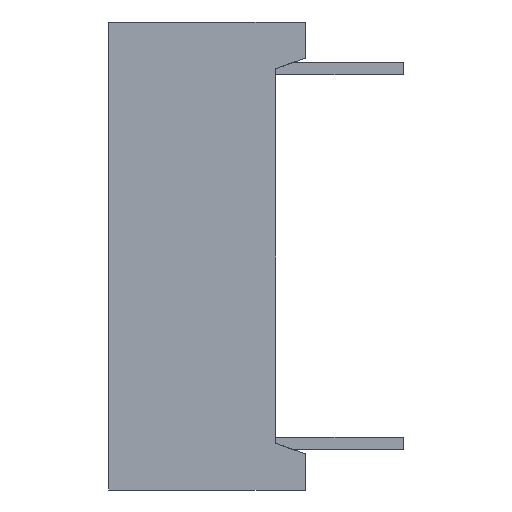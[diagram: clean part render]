
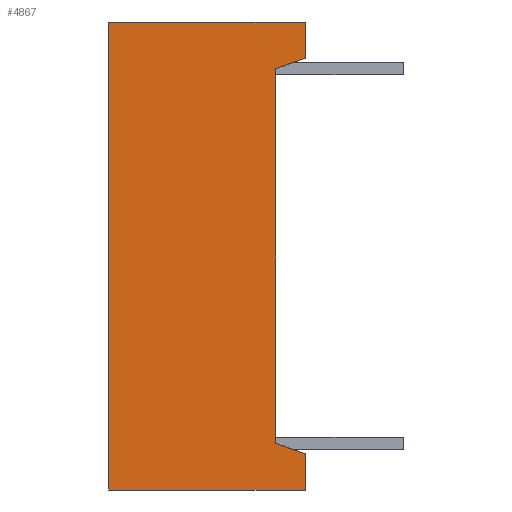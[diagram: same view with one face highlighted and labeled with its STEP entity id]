
A CAD part, left-side view. The second image highlights one B-rep face of the part: STEP entity #4867.
In plain terms, the highlighted planar face has unit normal (-1, 0, 0).
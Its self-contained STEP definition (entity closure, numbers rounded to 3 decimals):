
#682 = VERTEX_POINT ( 'NONE', #3195 ) ;
#684 = VERTEX_POINT ( 'NONE', #3198 ) ;
#733 = VERTEX_POINT ( 'NONE', #3274 ) ;
#738 = VERTEX_POINT ( 'NONE', #3281 ) ;
#739 = VERTEX_POINT ( 'NONE', #3284 ) ;
#740 = VERTEX_POINT ( 'NONE', #3285 ) ;
#832 = ORIENTED_EDGE ( 'NONE', *, *, #1239, .F. ) ;
#834 = ORIENTED_EDGE ( 'NONE', *, *, #4614, .F. ) ;
#835 = ORIENTED_EDGE ( 'NONE', *, *, #1257, .F. ) ;
#836 = ORIENTED_EDGE ( 'NONE', *, *, #1249, .F. ) ;
#837 = ORIENTED_EDGE ( 'NONE', *, *, #1258, .T. ) ;
#838 = ORIENTED_EDGE ( 'NONE', *, *, #4651, .T. ) ;
#839 = ORIENTED_EDGE ( 'NONE', *, *, #1259, .F. ) ;
#841 = ORIENTED_EDGE ( 'NONE', *, *, #1246, .F. ) ;
#1239 = EDGE_CURVE ( 'NONE', #4238, #733, #16291, .T. ) ;
#1246 = EDGE_CURVE ( 'NONE', #733, #738, #16312, .T. ) ;
#1249 = EDGE_CURVE ( 'NONE', #739, #740, #16321, .T. ) ;
#1257 = EDGE_CURVE ( 'NONE', #740, #4237, #16345, .T. ) ;
#1258 = EDGE_CURVE ( 'NONE', #739, #682, #16348, .T. ) ;
#1259 = EDGE_CURVE ( 'NONE', #738, #684, #16351, .T. ) ;
#3195 = CARTESIAN_POINT ( 'NONE',  ( -12.5, 0., 9.525 ) ) ;
#3198 = CARTESIAN_POINT ( 'NONE',  ( -12.5, 0., -9.525 ) ) ;
#3274 = CARTESIAN_POINT ( 'NONE',  ( -12.5, -8., -8.057 ) ) ;
#3281 = CARTESIAN_POINT ( 'NONE',  ( -12.5, -8., -9.525 ) ) ;
#3284 = CARTESIAN_POINT ( 'NONE',  ( -12.5, -8., 9.525 ) ) ;
#3285 = CARTESIAN_POINT ( 'NONE',  ( -12.5, -8., 8.057 ) ) ;
#3960 = VECTOR ( 'NONE', #16293, 1000. ) ;
#4237 = VERTEX_POINT ( 'NONE', #8516 ) ;
#4238 = VERTEX_POINT ( 'NONE', #8517 ) ;
#4614 = EDGE_CURVE ( 'NONE', #4237, #4238, #10015, .T. ) ;
#4651 = EDGE_CURVE ( 'NONE', #682, #684, #10126, .T. ) ;
#4867 = ADVANCED_FACE ( 'NONE', ( #13008 ), #13697, .F. ) ;
#4937 = VECTOR ( 'NONE', #16314, 1000. ) ;
#4940 = VECTOR ( 'NONE', #16323, 1000. ) ;
#4948 = VECTOR ( 'NONE', #16347, 1000. ) ;
#4949 = VECTOR ( 'NONE', #16350, 1000. ) ;
#4950 = VECTOR ( 'NONE', #16353, 1000. ) ;
#8516 = CARTESIAN_POINT ( 'NONE',  ( -12.5, -6.8, 7.62 ) ) ;
#8517 = CARTESIAN_POINT ( 'NONE',  ( -12.5, -6.8, -7.62 ) ) ;
#10015 = LINE ( 'NONE', #10016, #10336 ) ;
#10016 = CARTESIAN_POINT ( 'NONE',  ( -12.5, -6.8, -16.212 ) ) ;
#10017 = DIRECTION ( 'NONE',  ( 0., 0., -1. ) ) ;
#10126 = LINE ( 'NONE', #10127, #10373 ) ;
#10127 = CARTESIAN_POINT ( 'NONE',  ( -12.5, 0., -24.589 ) ) ;
#10128 = DIRECTION ( 'NONE',  ( 0., 0., -1. ) ) ;
#10336 = VECTOR ( 'NONE', #10017, 1000. ) ;
#10373 = VECTOR ( 'NONE', #10128, 1000. ) ;
#13008 = FACE_OUTER_BOUND ( 'NONE', #18591, .T. ) ;
#13011 = AXIS2_PLACEMENT_3D ( 'NONE', #13698, #13699, #13700 ) ;
#13697 = PLANE ( 'NONE',  #13011 ) ;
#13698 = CARTESIAN_POINT ( 'NONE',  ( -12.5, -8., -24.589 ) ) ;
#13699 = DIRECTION ( 'NONE',  ( 1., 0., 0. ) ) ;
#13700 = DIRECTION ( 'NONE',  ( 0., 0., -1. ) ) ;
#16291 = LINE ( 'NONE', #16292, #3960 ) ;
#16292 = CARTESIAN_POINT ( 'NONE',  ( -12.5, -7.089, -7.725 ) ) ;
#16293 = DIRECTION ( 'NONE',  ( 0., -0.94, -0.342 ) ) ;
#16312 = LINE ( 'NONE', #16313, #4937 ) ;
#16313 = CARTESIAN_POINT ( 'NONE',  ( -12.5, -8., -24.589 ) ) ;
#16314 = DIRECTION ( 'NONE',  ( 0., 0., -1. ) ) ;
#16321 = LINE ( 'NONE', #16322, #4940 ) ;
#16322 = CARTESIAN_POINT ( 'NONE',  ( -12.5, -8., -24.589 ) ) ;
#16323 = DIRECTION ( 'NONE',  ( 0., 0., -1. ) ) ;
#16345 = LINE ( 'NONE', #16346, #4948 ) ;
#16346 = CARTESIAN_POINT ( 'NONE',  ( -12.5, 3.332, 3.932 ) ) ;
#16347 = DIRECTION ( 'NONE',  ( 0., 0.94, -0.342 ) ) ;
#16348 = LINE ( 'NONE', #16349, #4949 ) ;
#16349 = CARTESIAN_POINT ( 'NONE',  ( -12.5, -8., 9.525 ) ) ;
#16350 = DIRECTION ( 'NONE',  ( 0., 1., 0. ) ) ;
#16351 = LINE ( 'NONE', #16352, #4950 ) ;
#16352 = CARTESIAN_POINT ( 'NONE',  ( -12.5, -8., -9.525 ) ) ;
#16353 = DIRECTION ( 'NONE',  ( 0., 1., 0. ) ) ;
#18591 = EDGE_LOOP ( 'NONE', ( #832, #834, #835, #836, #837, #838, #839, #841 ) ) ;
